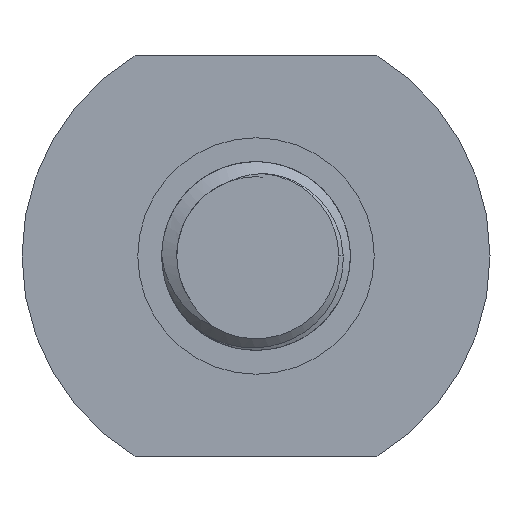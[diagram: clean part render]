
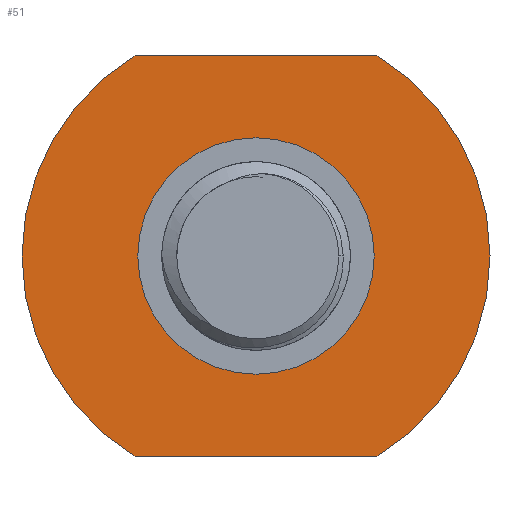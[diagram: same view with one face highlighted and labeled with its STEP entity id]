
A CAD part, left-side view. The second image highlights one B-rep face of the part: STEP entity #51.
In plain terms, the highlighted planar face has unit normal (-1, 0, 0).
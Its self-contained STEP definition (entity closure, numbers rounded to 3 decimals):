
#30=FACE_BOUND('',#141,.F.);
#36=PLANE('',#918);
#51=ADVANCED_FACE('',(#30,#96),#36,.T.);
#96=FACE_OUTER_BOUND('',#142,.F.);
#141=EDGE_LOOP('',(#222,#223));
#142=EDGE_LOOP('',(#224,#225,#226,#227,#228,#229));
#222=ORIENTED_EDGE('',*,*,#604,.F.);
#223=ORIENTED_EDGE('',*,*,#605,.F.);
#224=ORIENTED_EDGE('',*,*,#591,.T.);
#225=ORIENTED_EDGE('',*,*,#573,.F.);
#226=ORIENTED_EDGE('',*,*,#571,.T.);
#227=ORIENTED_EDGE('',*,*,#590,.T.);
#228=ORIENTED_EDGE('',*,*,#565,.F.);
#229=ORIENTED_EDGE('',*,*,#562,.T.);
#440=LINE('',#1242,#476);
#445=LINE('',#1258,#481);
#476=VECTOR('',#965,10.151);
#481=VECTOR('',#974,10.151);
#562=EDGE_CURVE('',#787,#786,#680,.T.);
#565=EDGE_CURVE('',#787,#781,#440,.T.);
#571=EDGE_CURVE('',#777,#776,#683,.T.);
#573=EDGE_CURVE('',#777,#773,#445,.T.);
#590=EDGE_CURVE('',#776,#781,#688,.T.);
#591=EDGE_CURVE('',#786,#773,#689,.T.);
#604=EDGE_CURVE('',#756,#755,#698,.T.);
#605=EDGE_CURVE('',#755,#756,#699,.T.);
#680=CIRCLE('',#877,9.9);
#683=CIRCLE('',#880,9.9);
#688=CIRCLE('',#885,9.9);
#689=CIRCLE('',#886,9.9);
#698=CIRCLE('',#895,5.);
#699=CIRCLE('',#896,5.);
#755=VERTEX_POINT('',#1194);
#756=VERTEX_POINT('',#1195);
#773=VERTEX_POINT('',#1212);
#776=VERTEX_POINT('',#1215);
#777=VERTEX_POINT('',#1216);
#781=VERTEX_POINT('',#1220);
#786=VERTEX_POINT('',#1225);
#787=VERTEX_POINT('',#1226);
#877=AXIS2_PLACEMENT_3D('',#1231,#961,#962);
#880=AXIS2_PLACEMENT_3D('',#1248,#972,#973);
#885=AXIS2_PLACEMENT_3D('',#1325,#987,#988);
#886=AXIS2_PLACEMENT_3D('',#1326,#989,#990);
#895=AXIS2_PLACEMENT_3D('',#1339,#1011,#1012);
#896=AXIS2_PLACEMENT_3D('',#1340,#1013,#1014);
#918=AXIS2_PLACEMENT_3D('',#2113,#1079,#1080);
#961=DIRECTION('',(1.,0.,0.));
#962=DIRECTION('',(0.,0.513,-0.859));
#965=DIRECTION('',(0.,-1.,0.));
#972=DIRECTION('',(1.,0.,0.));
#973=DIRECTION('',(0.,-0.513,0.859));
#974=DIRECTION('',(0.,1.,0.));
#987=DIRECTION('',(1.,0.,0.));
#988=DIRECTION('',(0.,-1.,0.));
#989=DIRECTION('',(1.,0.,0.));
#990=DIRECTION('',(0.,1.,0.));
#1011=DIRECTION('',(1.,0.,0.));
#1012=DIRECTION('',(0.,1.,0.));
#1013=DIRECTION('',(1.,0.,0.));
#1014=DIRECTION('',(0.,-1.,0.));
#1079=DIRECTION('',(-1.,0.,0.));
#1080=DIRECTION('',(0.,0.,-1.));
#1194=CARTESIAN_POINT('',(-12.,-5.,8.5));
#1195=CARTESIAN_POINT('',(-12.,5.,8.5));
#1212=CARTESIAN_POINT('',(-12.,5.075,17.));
#1215=CARTESIAN_POINT('',(-12.,-9.9,8.5));
#1216=CARTESIAN_POINT('',(-12.,-5.075,17.));
#1220=CARTESIAN_POINT('',(-12.,-5.075,0.));
#1225=CARTESIAN_POINT('',(-12.,9.9,8.5));
#1226=CARTESIAN_POINT('',(-12.,5.075,0.));
#1231=CARTESIAN_POINT('',(-12.,0.,8.5));
#1242=CARTESIAN_POINT('',(-12.,5.075,0.));
#1248=CARTESIAN_POINT('',(-12.,0.,8.5));
#1258=CARTESIAN_POINT('',(-12.,-5.075,17.));
#1325=CARTESIAN_POINT('',(-12.,0.,8.5));
#1326=CARTESIAN_POINT('',(-12.,0.,8.5));
#1339=CARTESIAN_POINT('',(-12.,0.,8.5));
#1340=CARTESIAN_POINT('',(-12.,0.,8.5));
#2113=CARTESIAN_POINT('',(-12.,-12.5,21.));
